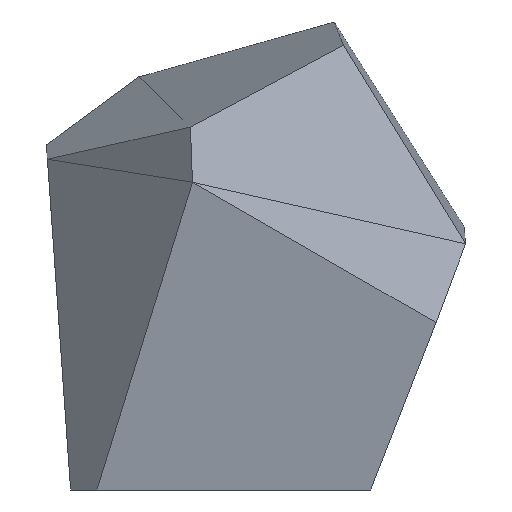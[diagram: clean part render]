
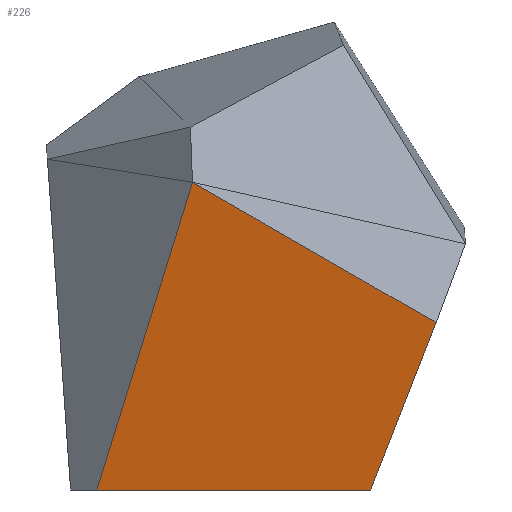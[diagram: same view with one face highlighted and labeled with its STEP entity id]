
A CAD part, left-side view. The second image highlights one B-rep face of the part: STEP entity #226.
In plain terms, the highlighted planar face has unit normal (-0.951, -0.168, -0.259).
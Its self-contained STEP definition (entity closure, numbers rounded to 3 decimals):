
#19 = VECTOR ( 'NONE', #187, 1000. ) ;
#30 = CARTESIAN_POINT ( 'NONE',  ( -9.969, -10.633, 0. ) ) ;
#45 = FACE_OUTER_BOUND ( 'NONE', #125, .T. ) ;
#55 = ORIENTED_EDGE ( 'NONE', *, *, #365, .T. ) ;
#76 = CARTESIAN_POINT ( 'NONE',  ( -15.555, 4.814, 10.52 ) ) ;
#80 = CARTESIAN_POINT ( 'NONE',  ( -15.067, -6.779, 16.239 ) ) ;
#108 = AXIS2_PLACEMENT_3D ( 'NONE', #208, #145, #183 ) ;
#125 = EDGE_LOOP ( 'NONE', ( #297, #191, #346, #55 ) ) ;
#133 = LINE ( 'NONE', #76, #232 ) ;
#139 = CARTESIAN_POINT ( 'NONE',  ( -12.292, -15.108, 11.438 ) ) ;
#145 = DIRECTION ( 'NONE',  ( 0.951, 0.168, 0.259 ) ) ;
#147 = DIRECTION ( 'NONE',  ( 0.186, 0.358, -0.915 ) ) ;
#150 = LINE ( 'NONE', #80, #19 ) ;
#156 = DIRECTION ( 'NONE',  ( -0.203, -0.29, 0.935 ) ) ;
#174 = VERTEX_POINT ( 'NONE', #139 ) ;
#183 = DIRECTION ( 'NONE',  ( -0.203, -0.29, 0.935 ) ) ;
#187 = DIRECTION ( 'NONE',  ( -0.277, 0.832, 0.48 ) ) ;
#191 = ORIENTED_EDGE ( 'NONE', *, *, #303, .T. ) ;
#196 = EDGE_CURVE ( 'NONE', #174, #327, #451, .T. ) ;
#200 = VECTOR ( 'NONE', #147, 1000. ) ;
#208 = CARTESIAN_POINT ( 'NONE',  ( -13.268, 8.078, 0. ) ) ;
#213 = CARTESIAN_POINT ( 'NONE',  ( -13.268, 8.078, 0. ) ) ;
#226 = ADVANCED_FACE ( 'NONE', ( #45 ), #366, .F. ) ;
#232 = VECTOR ( 'NONE', #156, 1000. ) ;
#290 = DIRECTION ( 'NONE',  ( 0.174, -0.985, 0. ) ) ;
#297 = ORIENTED_EDGE ( 'NONE', *, *, #358, .F. ) ;
#303 = EDGE_CURVE ( 'NONE', #319, #327, #439, .T. ) ;
#313 = VECTOR ( 'NONE', #290, 1000. ) ;
#319 = VERTEX_POINT ( 'NONE', #213 ) ;
#327 = VERTEX_POINT ( 'NONE', #437 ) ;
#334 = CARTESIAN_POINT ( 'NONE',  ( -17.842, 1.55, 21.041 ) ) ;
#346 = ORIENTED_EDGE ( 'NONE', *, *, #196, .F. ) ;
#358 = EDGE_CURVE ( 'NONE', #319, #395, #133, .T. ) ;
#365 = EDGE_CURVE ( 'NONE', #174, #395, #150, .T. ) ;
#366 = PLANE ( 'NONE',  #108 ) ;
#395 = VERTEX_POINT ( 'NONE', #334 ) ;
#400 = CARTESIAN_POINT ( 'NONE',  ( -11.13, -12.871, 5.719 ) ) ;
#437 = CARTESIAN_POINT ( 'NONE',  ( -9.969, -10.633, 0. ) ) ;
#439 = LINE ( 'NONE', #30, #313 ) ;
#451 = LINE ( 'NONE', #400, #200 ) ;
